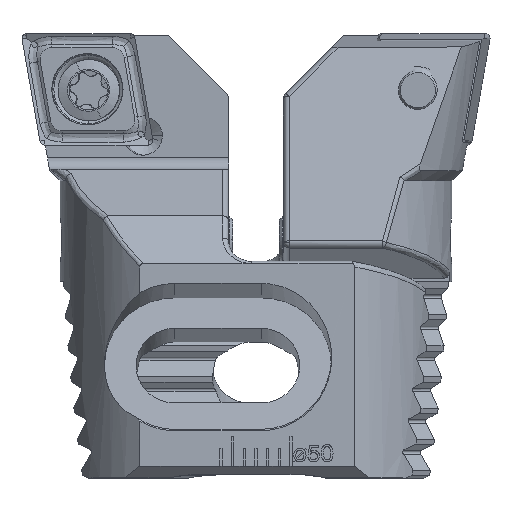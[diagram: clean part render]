
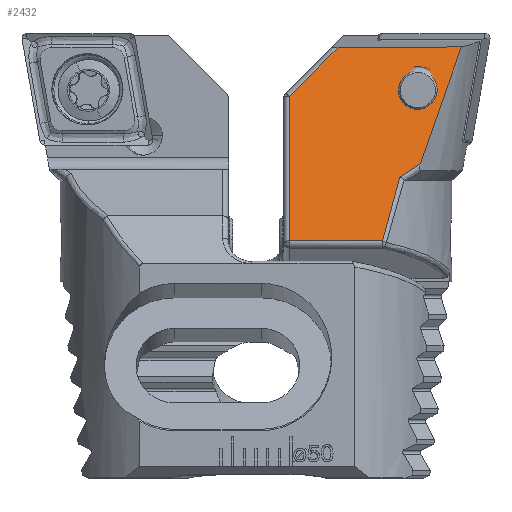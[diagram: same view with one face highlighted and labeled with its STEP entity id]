
A CAD part, top view. The second image highlights one B-rep face of the part: STEP entity #2432.
In plain terms, the highlighted face is planar.
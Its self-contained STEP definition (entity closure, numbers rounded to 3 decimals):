
#24 =( BOUNDED_CURVE ( )  B_SPLINE_CURVE ( 3, ( #11552, #12255, #12088, #11394 ),
 .UNSPECIFIED., .F., .T. ) 
 B_SPLINE_CURVE_WITH_KNOTS ( ( 4, 4 ),
 ( 3.848, 3.984 ),
 .UNSPECIFIED. ) 
 CURVE ( )  GEOMETRIC_REPRESENTATION_ITEM ( )  RATIONAL_B_SPLINE_CURVE ( ( 1., 0.998, 0.998, 1. ) ) 
 REPRESENTATION_ITEM ( '' )  );
#172 = VERTEX_POINT ( 'NONE', #9247 ) ;
#513 = ORIENTED_EDGE ( 'NONE', *, *, #8934, .T. ) ;
#579 = EDGE_CURVE ( 'NONE', #10187, #172, #6903, .T. ) ;
#876 = CARTESIAN_POINT ( 'NONE',  ( 3.562, -4.668, -8.769 ) ) ;
#1283 = VECTOR ( 'NONE', #1792, 1000. ) ;
#1446 = EDGE_CURVE ( 'NONE', #4703, #2460, #24, .T. ) ;
#1577 = CARTESIAN_POINT ( 'NONE',  ( 12.985, -1.222, -7.845 ) ) ;
#1585 = LINE ( 'NONE', #8658, #1283 ) ;
#1596 = CARTESIAN_POINT ( 'NONE',  ( 17.15, -17.738, -12.271 ) ) ;
#1784 = CARTESIAN_POINT ( 'NONE',  ( 7.865, -8.145, -9.7 ) ) ;
#1792 = DIRECTION ( 'NONE',  ( 0., -0.966, -0.259 ) ) ;
#1835 = VERTEX_POINT ( 'NONE', #2014 ) ;
#2014 = CARTESIAN_POINT ( 'NONE',  ( 4.514, -4.845, -8.816 ) ) ;
#2076 = CARTESIAN_POINT ( 'NONE',  ( 7.686, -12.263, -10.804 ) ) ;
#2113 = VERTEX_POINT ( 'NONE', #1596 ) ;
#2150 = CARTESIAN_POINT ( 'NONE',  ( 4.514, -4.845, -8.816 ) ) ;
#2192 = VECTOR ( 'NONE', #5553, 1000. ) ;
#2393 = CARTESIAN_POINT ( 'NONE',  ( 5.947, -11.113, -10.496 ) ) ;
#2432 = ADVANCED_FACE ( 'NONE', ( #10841, #12512 ), #5893, .F. ) ;
#2460 = VERTEX_POINT ( 'NONE', #2580 ) ;
#2580 = CARTESIAN_POINT ( 'NONE',  ( 7.686, -12.263, -10.804 ) ) ;
#3038 = CARTESIAN_POINT ( 'NONE',  ( 17.15, -5.387, -8.961 ) ) ;
#3047 = DIRECTION ( 'NONE',  ( 0., -0.966, -0.259 ) ) ;
#3139 = DIRECTION ( 'NONE',  ( 0., -0.259, 0.966 ) ) ;
#3515 = CARTESIAN_POINT ( 'NONE',  ( 39.15, -0.381, -7.62 ) ) ;
#3804 = CARTESIAN_POINT ( 'NONE',  ( 5.947, -11.113, -10.496 ) ) ;
#4038 = CARTESIAN_POINT ( 'NONE',  ( 5.947, -11.113, -10.496 ) ) ;
#4402 = VERTEX_POINT ( 'NONE', #3038 ) ;
#4458 = ORIENTED_EDGE ( 'NONE', *, *, #6195, .T. ) ;
#4703 = VERTEX_POINT ( 'NONE', #8362 ) ;
#4759 = EDGE_CURVE ( 'NONE', #10187, #4402, #9761, .T. ) ;
#4777 = CARTESIAN_POINT ( 'NONE',  ( 7.819, -4.845, -8.816 ) ) ;
#4927 = ORIENTED_EDGE ( 'NONE', *, *, #1446, .T. ) ;
#5553 = DIRECTION ( 'NONE',  ( 0.695, -0.695, -0.186 ) ) ;
#5668 = CARTESIAN_POINT ( 'NONE',  ( 4.561, -8.145, -9.7 ) ) ;
#5783 =( BOUNDED_CURVE ( )  B_SPLINE_CURVE ( 3, ( #11936, #10966, #8030, #2150 ),
 .UNSPECIFIED., .F., .F. ) 
 B_SPLINE_CURVE_WITH_KNOTS ( ( 4, 4 ),
 ( 4.519, 7.661 ),
 .UNSPECIFIED. ) 
 CURVE ( )  GEOMETRIC_REPRESENTATION_ITEM ( )  RATIONAL_B_SPLINE_CURVE ( ( 1., 0.333, 0.333, 1. ) ) 
 REPRESENTATION_ITEM ( '' )  );
#5893 = PLANE ( 'NONE',  #8302 ) ;
#6195 = EDGE_CURVE ( 'NONE', #4402, #2113, #1585, .T. ) ;
#6692 =( BOUNDED_CURVE ( )  B_SPLINE_CURVE ( 3, ( #3804, #12649, #876, #7765 ),
 .UNSPECIFIED., .F., .F. ) 
 B_SPLINE_CURVE_WITH_KNOTS ( ( 4, 4 ),
 ( 4.093, 4.28 ),
 .UNSPECIFIED. ) 
 CURVE ( )  GEOMETRIC_REPRESENTATION_ITEM ( )  RATIONAL_B_SPLINE_CURVE ( ( 1., 0.997, 0.997, 1. ) ) 
 REPRESENTATION_ITEM ( '' )  );
#6903 = LINE ( 'NONE', #10550, #9578 ) ;
#6944 = ORIENTED_EDGE ( 'NONE', *, *, #8239, .T. ) ;
#7040 = VECTOR ( 'NONE', #11193, 1000. ) ;
#7572 = VERTEX_POINT ( 'NONE', #4777 ) ;
#7578 = EDGE_CURVE ( 'NONE', #10766, #172, #6692, .T. ) ;
#7765 = CARTESIAN_POINT ( 'NONE',  ( 2.446, -1.152, -7.827 ) ) ;
#7842 = ORIENTED_EDGE ( 'NONE', *, *, #9098, .T. ) ;
#7948 = CARTESIAN_POINT ( 'NONE',  ( 7.098, -11.891, -10.704 ) ) ;
#8030 = CARTESIAN_POINT ( 'NONE',  ( 4.468, -1.545, -7.932 ) ) ;
#8239 = EDGE_CURVE ( 'NONE', #2460, #10766, #12330, .T. ) ;
#8302 = AXIS2_PLACEMENT_3D ( 'NONE', #3515, #3139, #3047 ) ;
#8362 = CARTESIAN_POINT ( 'NONE',  ( 9.185, -17.738, -12.271 ) ) ;
#8538 = CARTESIAN_POINT ( 'NONE',  ( 25.179, -13.416, -11.113 ) ) ;
#8646 = CARTESIAN_POINT ( 'NONE',  ( 7.819, -4.845, -8.816 ) ) ;
#8658 = CARTESIAN_POINT ( 'NONE',  ( 17.15, -0.381, -7.62 ) ) ;
#8934 = EDGE_CURVE ( 'NONE', #1835, #7572, #12646, .T. ) ;
#9098 = EDGE_CURVE ( 'NONE', #2113, #4703, #11973, .T. ) ;
#9247 = CARTESIAN_POINT ( 'NONE',  ( 2.446, -1.152, -7.827 ) ) ;
#9578 = VECTOR ( 'NONE', #9864, 1000. ) ;
#9761 = LINE ( 'NONE', #8538, #2192 ) ;
#9864 = DIRECTION ( 'NONE',  ( -1., 0.007, 0.002 ) ) ;
#9974 = CARTESIAN_POINT ( 'NONE',  ( 6.519, -11.507, -10.601 ) ) ;
#10187 = VERTEX_POINT ( 'NONE', #1577 ) ;
#10240 = CARTESIAN_POINT ( 'NONE',  ( 39.15, -17.738, -12.271 ) ) ;
#10515 = ORIENTED_EDGE ( 'NONE', *, *, #11687, .T. ) ;
#10550 = CARTESIAN_POINT ( 'NONE',  ( 39.143, -1.396, -7.892 ) ) ;
#10766 = VERTEX_POINT ( 'NONE', #2393 ) ;
#10781 = ORIENTED_EDGE ( 'NONE', *, *, #4759, .T. ) ;
#10841 = FACE_BOUND ( 'NONE', #11605, .T. ) ;
#10966 = CARTESIAN_POINT ( 'NONE',  ( 7.773, -1.545, -7.932 ) ) ;
#11193 = DIRECTION ( 'NONE',  ( -1., 0., 0. ) ) ;
#11218 = ORIENTED_EDGE ( 'NONE', *, *, #7578, .T. ) ;
#11394 = CARTESIAN_POINT ( 'NONE',  ( 7.686, -12.263, -10.804 ) ) ;
#11552 = CARTESIAN_POINT ( 'NONE',  ( 9.185, -17.738, -12.271 ) ) ;
#11605 = EDGE_LOOP ( 'NONE', ( #10515, #513 ) ) ;
#11665 = ORIENTED_EDGE ( 'NONE', *, *, #579, .F. ) ;
#11687 = EDGE_CURVE ( 'NONE', #7572, #1835, #5783, .T. ) ;
#11936 = CARTESIAN_POINT ( 'NONE',  ( 7.819, -4.845, -8.816 ) ) ;
#11973 = LINE ( 'NONE', #10240, #7040 ) ;
#12074 = EDGE_LOOP ( 'NONE', ( #6944, #11218, #11665, #10781, #4458, #7842, #4927 ) ) ;
#12088 = CARTESIAN_POINT ( 'NONE',  ( 8.152, -14.213, -11.326 ) ) ;
#12255 = CARTESIAN_POINT ( 'NONE',  ( 8.653, -16.041, -11.816 ) ) ;
#12330 = B_SPLINE_CURVE_WITH_KNOTS ( 'NONE', 3,
 ( #2076, #7948, #9974, #4038 ),
 .UNSPECIFIED., .F., .F.,
 ( 4, 4 ),
 ( 0., 0.002 ),
 .UNSPECIFIED. ) ;
#12512 = FACE_OUTER_BOUND ( 'NONE', #12074, .T. ) ;
#12556 = CARTESIAN_POINT ( 'NONE',  ( 4.514, -4.845, -8.816 ) ) ;
#12646 =( BOUNDED_CURVE ( )  B_SPLINE_CURVE ( 3, ( #12556, #5668, #1784, #8646 ),
 .UNSPECIFIED., .F., .T. ) 
 B_SPLINE_CURVE_WITH_KNOTS ( ( 4, 4 ),
 ( 1.378, 4.519 ),
 .UNSPECIFIED. ) 
 CURVE ( )  GEOMETRIC_REPRESENTATION_ITEM ( )  RATIONAL_B_SPLINE_CURVE ( ( 1., 0.333, 0.333, 1. ) ) 
 REPRESENTATION_ITEM ( '' )  );
#12649 = CARTESIAN_POINT ( 'NONE',  ( 4.732, -7.998, -9.661 ) ) ;
